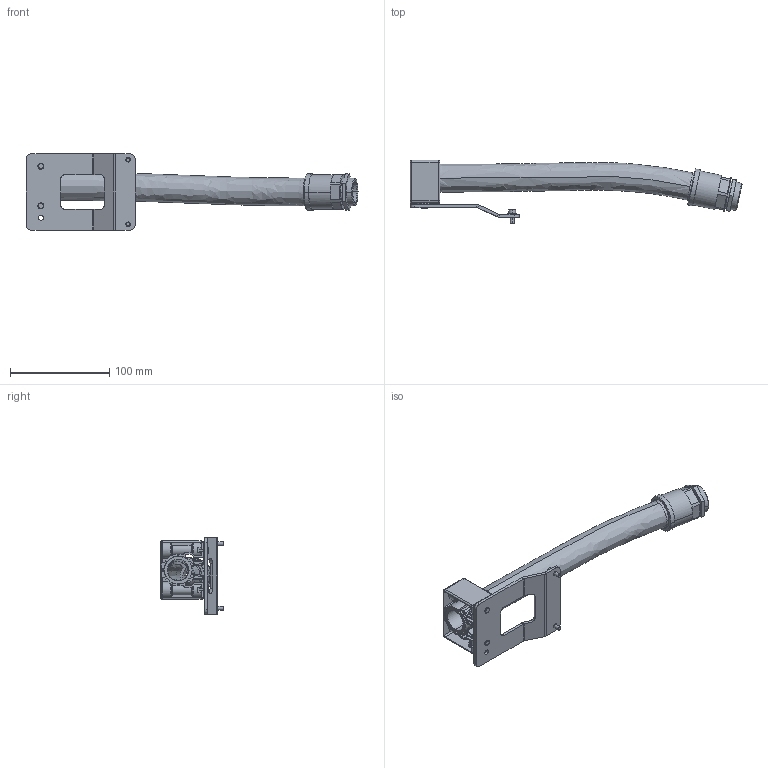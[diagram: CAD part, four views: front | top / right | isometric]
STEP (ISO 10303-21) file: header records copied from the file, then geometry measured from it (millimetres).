
FILE_DESCRIPTION (( 'STEP AP203' ), '1' );
FILE_NAME ('P2178.STEP', '2021-03-31T09:19:59', ( '' ), ( '' ), 'SwSTEP 2.0', 'SolidWorks 2019', '' );
FILE_SCHEMA (( 'CONFIG_CONTROL_DESIGN' ));
Length unit declared in the file: millimetre
Products named in the file (1): P2178
Bounding box: 334.98 x 63.8 x 77 mm (x, y, z)
Volume: 134770.2 mm3; surface area: 104878.8 mm2
Topology: 14 solids, 14 shells, 613 faces, 1583 edges, 1030 vertices
Faces by surface type: plane 274, cylinder 240, bspline 59, torus 24, cone 16
Entity records: 28711 total; most frequent: CARTESIAN_POINT 13730, ORIENTED_EDGE 3166, DIRECTION 3039, EDGE_CURVE 1583, AXIS2_PLACEMENT_3D 1097, VERTEX_POINT 1030, LINE 845, VECTOR 845
